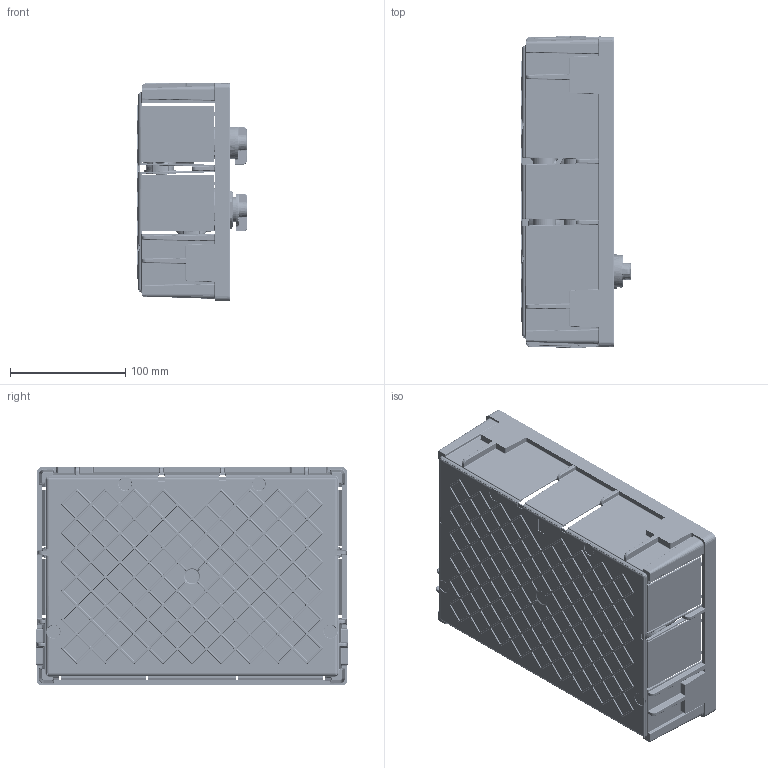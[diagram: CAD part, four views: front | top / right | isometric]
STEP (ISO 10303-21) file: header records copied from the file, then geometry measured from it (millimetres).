
FILE_DESCRIPTION(('CATIA V5 STEP Exchange','CAx-IF Rec.Pracs.--- Model Styling and Organization---1.4--- 2014-01-23','CAx-IF Rec.Pracs.---3D Tessellated Data Validation Properties---0.5---2014-09-14'),'2;1');
FILE_NAME('STEP_359490_-_TST.stp','2022-01-19T14:13:26+00:00',('none'),('none'),'CATIA Version 5-6 Release 2019 SP3','CATIA V5 STEP AP242 v1','none');
FILE_SCHEMA(('AP242_MANAGED_MODEL_BASED_3D_ENGINEERING_MIM_LF {1 0 10303 442 1 1 4}'));
Products named in the file (1): 359490 - TST
Bounding box: 95.55 x 270.14 x 189.71 mm (x, y, z)
Volume: 611515.9 mm3; surface area: 314453.9 mm2
Topology: 1 solids, 5 shells, 6481 faces, 15747 edges, 9041 vertices
Faces by surface type: cylinder 2373, bspline 1565, plane 1139, torus 1063, cone 171, sphere 170
Entity records: 280152 total; most frequent: CARTESIAN_POINT 144165, ORIENTED_EDGE 30968, DIRECTION 18584, EDGE_CURVE 15484, AXIS2_PLACEMENT_3D 9463, VERTEX_POINT 9041, EDGE_LOOP 6643, ADVANCED_FACE 6481
